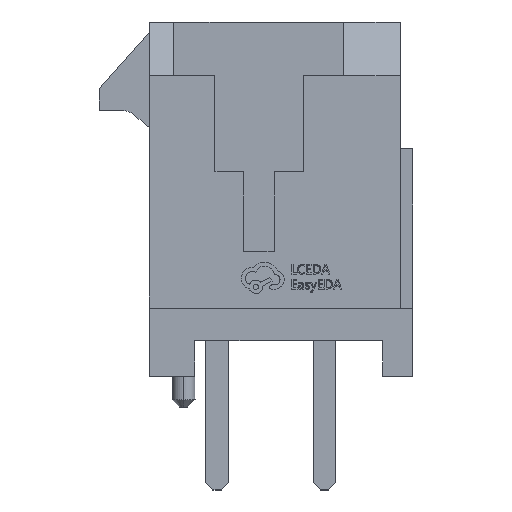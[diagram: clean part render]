
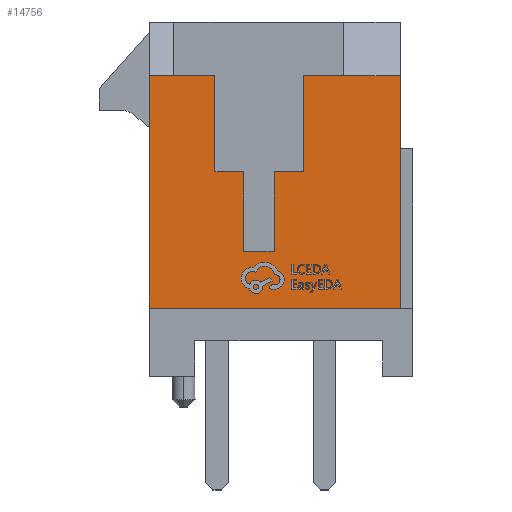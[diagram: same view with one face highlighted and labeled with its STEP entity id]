
A CAD part, left-side view. The second image highlights one B-rep face of the part: STEP entity #14756.
In plain terms, the highlighted planar face has unit normal (-1, 0, 0).
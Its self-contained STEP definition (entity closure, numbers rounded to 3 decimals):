
#36 = EDGE_CURVE ( 'NONE', #12974, #2242, #7341, .T. ) ;
#293 = EDGE_CURVE ( 'NONE', #26321, #2292, #29131, .T. ) ;
#1096 = LINE ( 'NONE', #5597, #19099 ) ;
#1242 = LINE ( 'NONE', #10392, #11900 ) ;
#1558 = ORIENTED_EDGE ( 'NONE', *, *, #36, .T. ) ;
#2236 = CARTESIAN_POINT ( 'NONE',  ( -12.325, 0.764, 3.491 ) ) ;
#2242 = VERTEX_POINT ( 'NONE', #27757 ) ;
#2292 = VERTEX_POINT ( 'NONE', #9846 ) ;
#2312 = VECTOR ( 'NONE', #16717, 1000. ) ;
#2565 = EDGE_CURVE ( 'NONE', #9347, #12974, #1096, .T. ) ;
#2624 = CARTESIAN_POINT ( 'NONE',  ( -12.325, -3.97, 8.41 ) ) ;
#2757 = ORIENTED_EDGE ( 'NONE', *, *, #16595, .T. ) ;
#3388 = VECTOR ( 'NONE', #14749, 1000. ) ;
#4129 = VERTEX_POINT ( 'NONE', #22451 ) ;
#5069 = ORIENTED_EDGE ( 'NONE', *, *, #26051, .F. ) ;
#5562 = LINE ( 'NONE', #14476, #3388 ) ;
#5597 = CARTESIAN_POINT ( 'NONE',  ( -12.325, -3.62, 1.91 ) ) ;
#6076 = CARTESIAN_POINT ( 'NONE',  ( -12.325, 3.4, 1.91 ) ) ;
#6176 = VECTOR ( 'NONE', #6263, 1000. ) ;
#6263 = DIRECTION ( 'NONE',  ( 0., 0., -1. ) ) ;
#7131 = CARTESIAN_POINT ( 'NONE',  ( -12.325, 1.563, 5.72 ) ) ;
#7341 = LINE ( 'NONE', #11366, #27784 ) ;
#7387 = EDGE_CURVE ( 'NONE', #9274, #15751, #5562, .T. ) ;
#7406 = DIRECTION ( 'NONE',  ( 0., 0., 1. ) ) ;
#8037 = VERTEX_POINT ( 'NONE', #16273 ) ;
#8276 = VERTEX_POINT ( 'NONE', #2236 ) ;
#8475 = FACE_OUTER_BOUND ( 'NONE', #10215, .T. ) ;
#8502 = DIRECTION ( 'NONE',  ( 0., 1., 0. ) ) ;
#8591 = EDGE_CURVE ( 'NONE', #8276, #9274, #16202, .T. ) ;
#8769 = LINE ( 'NONE', #15992, #20508 ) ;
#9274 = VERTEX_POINT ( 'NONE', #23006 ) ;
#9307 = VERTEX_POINT ( 'NONE', #24565 ) ;
#9347 = VERTEX_POINT ( 'NONE', #25265 ) ;
#9530 = DIRECTION ( 'NONE',  ( 0., 1., 0. ) ) ;
#9846 = CARTESIAN_POINT ( 'NONE',  ( -12.325, -0.092, 3.491 ) ) ;
#9867 = CARTESIAN_POINT ( 'NONE',  ( -12.325, 3.4, 3.491 ) ) ;
#10098 = EDGE_CURVE ( 'NONE', #23882, #18970, #25657, .T. ) ;
#10215 = EDGE_LOOP ( 'NONE', ( #19083, #12954, #23400, #14196, #15798, #29410, #15591, #2757, #13779, #23760, #5069, #14263, #15918, #1558 ) ) ;
#10392 = CARTESIAN_POINT ( 'NONE',  ( -12.325, -0.905, 1.91 ) ) ;
#10752 = CARTESIAN_POINT ( 'NONE',  ( -12.325, 3.4, 5.72 ) ) ;
#11366 = CARTESIAN_POINT ( 'NONE',  ( -12.325, -3.97, 8.41 ) ) ;
#11900 = VECTOR ( 'NONE', #25087, 1000. ) ;
#11976 = VECTOR ( 'NONE', #8502, 1000. ) ;
#12954 = ORIENTED_EDGE ( 'NONE', *, *, #29016, .T. ) ;
#12974 = VERTEX_POINT ( 'NONE', #21446 ) ;
#13403 = VECTOR ( 'NONE', #14413, 1000. ) ;
#13411 = VERTEX_POINT ( 'NONE', #18207 ) ;
#13629 = CARTESIAN_POINT ( 'NONE',  ( -12.325, 0.764, 1.91 ) ) ;
#13779 = ORIENTED_EDGE ( 'NONE', *, *, #27992, .F. ) ;
#13846 = EDGE_CURVE ( 'NONE', #2292, #8276, #25850, .T. ) ;
#14196 = ORIENTED_EDGE ( 'NONE', *, *, #293, .T. ) ;
#14263 = ORIENTED_EDGE ( 'NONE', *, *, #25455, .F. ) ;
#14413 = DIRECTION ( 'NONE',  ( 0., 1., 0. ) ) ;
#14476 = CARTESIAN_POINT ( 'NONE',  ( -12.325, 3.4, 5.72 ) ) ;
#14749 = DIRECTION ( 'NONE',  ( 0., 1., 0. ) ) ;
#14756 = ADVANCED_FACE ( 'NONE', ( #8475 ), #19799, .F. ) ;
#15591 = ORIENTED_EDGE ( 'NONE', *, *, #7387, .T. ) ;
#15600 = CARTESIAN_POINT ( 'NONE',  ( -12.325, 1.563, 1.91 ) ) ;
#15746 = LINE ( 'NONE', #15600, #22014 ) ;
#15751 = VERTEX_POINT ( 'NONE', #7131 ) ;
#15798 = ORIENTED_EDGE ( 'NONE', *, *, #13846, .T. ) ;
#15918 = ORIENTED_EDGE ( 'NONE', *, *, #2565, .T. ) ;
#15992 = CARTESIAN_POINT ( 'NONE',  ( -12.325, 2.713, 8.41 ) ) ;
#16202 = LINE ( 'NONE', #13629, #18297 ) ;
#16273 = CARTESIAN_POINT ( 'NONE',  ( -12.325, -0.905, 8.41 ) ) ;
#16595 = EDGE_CURVE ( 'NONE', #15751, #4129, #15746, .T. ) ;
#16717 = DIRECTION ( 'NONE',  ( 0., -1., 0. ) ) ;
#16801 = LINE ( 'NONE', #23712, #27996 ) ;
#17831 = DIRECTION ( 'NONE',  ( 1., 0., 0. ) ) ;
#17851 = EDGE_CURVE ( 'NONE', #13411, #26321, #24623, .T. ) ;
#17854 = CARTESIAN_POINT ( 'NONE',  ( -12.325, -0.092, 1.91 ) ) ;
#18207 = CARTESIAN_POINT ( 'NONE',  ( -12.325, -0.905, 5.72 ) ) ;
#18255 = LINE ( 'NONE', #27864, #22735 ) ;
#18297 = VECTOR ( 'NONE', #22815, 1000. ) ;
#18549 = VECTOR ( 'NONE', #9530, 1000. ) ;
#18970 = VERTEX_POINT ( 'NONE', #19466 ) ;
#19083 = ORIENTED_EDGE ( 'NONE', *, *, #29093, .F. ) ;
#19099 = VECTOR ( 'NONE', #23805, 1000. ) ;
#19466 = CARTESIAN_POINT ( 'NONE',  ( -12.325, 3.4, 8.41 ) ) ;
#19799 = PLANE ( 'NONE',  #28215 ) ;
#20508 = VECTOR ( 'NONE', #27566, 1000. ) ;
#21373 = CARTESIAN_POINT ( 'NONE',  ( -12.325, 2.713, 8.41 ) ) ;
#21446 = CARTESIAN_POINT ( 'NONE',  ( -12.325, -3.62, 8.41 ) ) ;
#21523 = LINE ( 'NONE', #21373, #2312 ) ;
#21895 = DIRECTION ( 'NONE',  ( 0., 1., 0. ) ) ;
#22014 = VECTOR ( 'NONE', #27034, 1000. ) ;
#22196 = DIRECTION ( 'NONE',  ( 0., 1., 0. ) ) ;
#22451 = CARTESIAN_POINT ( 'NONE',  ( -12.325, 1.563, 8.41 ) ) ;
#22735 = VECTOR ( 'NONE', #7406, 1000. ) ;
#22815 = DIRECTION ( 'NONE',  ( 0., 0., 1. ) ) ;
#23006 = CARTESIAN_POINT ( 'NONE',  ( -12.325, 0.764, 5.72 ) ) ;
#23115 = CARTESIAN_POINT ( 'NONE',  ( -12.325, 2.713, 8.41 ) ) ;
#23279 = DIRECTION ( 'NONE',  ( 0., 1., 0. ) ) ;
#23400 = ORIENTED_EDGE ( 'NONE', *, *, #17851, .T. ) ;
#23615 = CARTESIAN_POINT ( 'NONE',  ( -12.325, -0.092, 5.72 ) ) ;
#23712 = CARTESIAN_POINT ( 'NONE',  ( -12.325, 3.4, 1.91 ) ) ;
#23760 = ORIENTED_EDGE ( 'NONE', *, *, #10098, .T. ) ;
#23805 = DIRECTION ( 'NONE',  ( 0., 0., 1. ) ) ;
#23882 = VERTEX_POINT ( 'NONE', #23115 ) ;
#24565 = CARTESIAN_POINT ( 'NONE',  ( -12.325, 3.4, 1.91 ) ) ;
#24623 = LINE ( 'NONE', #10752, #11976 ) ;
#25087 = DIRECTION ( 'NONE',  ( 0., 0., -1. ) ) ;
#25265 = CARTESIAN_POINT ( 'NONE',  ( -12.325, -3.62, 1.91 ) ) ;
#25455 = EDGE_CURVE ( 'NONE', #9347, #9307, #16801, .T. ) ;
#25657 = LINE ( 'NONE', #2624, #18549 ) ;
#25850 = LINE ( 'NONE', #9867, #13403 ) ;
#26051 = EDGE_CURVE ( 'NONE', #9307, #18970, #18255, .T. ) ;
#26321 = VERTEX_POINT ( 'NONE', #23615 ) ;
#27034 = DIRECTION ( 'NONE',  ( 0., 0., 1. ) ) ;
#27566 = DIRECTION ( 'NONE',  ( 0., -1., 0. ) ) ;
#27757 = CARTESIAN_POINT ( 'NONE',  ( -12.325, -2.037, 8.41 ) ) ;
#27784 = VECTOR ( 'NONE', #23279, 1000. ) ;
#27864 = CARTESIAN_POINT ( 'NONE',  ( -12.325, 3.4, 1.91 ) ) ;
#27992 = EDGE_CURVE ( 'NONE', #23882, #4129, #8769, .T. ) ;
#27996 = VECTOR ( 'NONE', #21895, 1000. ) ;
#28215 = AXIS2_PLACEMENT_3D ( 'NONE', #6076, #17831, #22196 ) ;
#29016 = EDGE_CURVE ( 'NONE', #8037, #13411, #1242, .T. ) ;
#29093 = EDGE_CURVE ( 'NONE', #8037, #2242, #21523, .T. ) ;
#29131 = LINE ( 'NONE', #17854, #6176 ) ;
#29410 = ORIENTED_EDGE ( 'NONE', *, *, #8591, .T. ) ;
